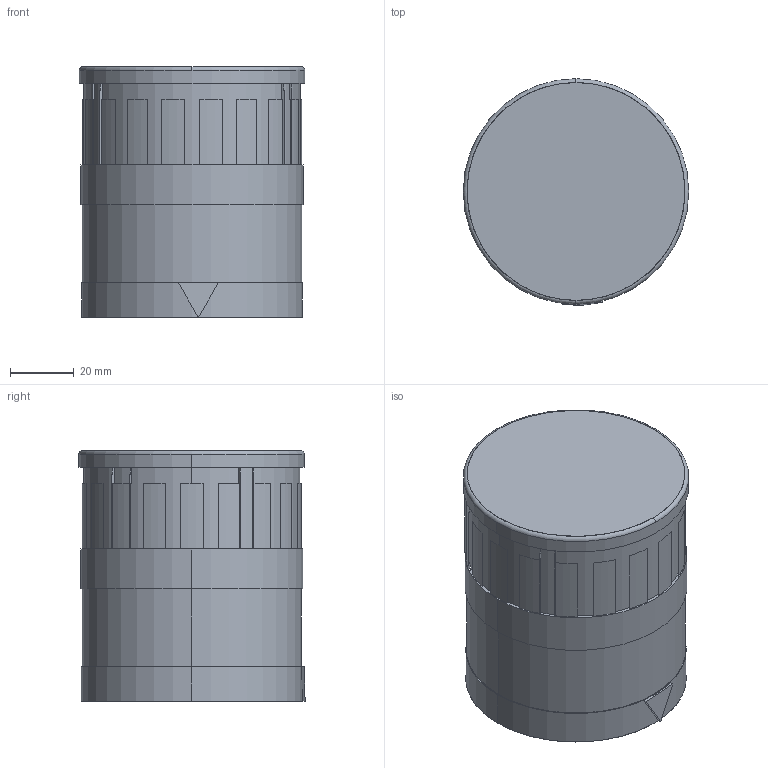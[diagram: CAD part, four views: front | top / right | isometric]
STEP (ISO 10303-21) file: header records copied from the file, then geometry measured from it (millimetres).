
FILE_DESCRIPTION((''),'2;1');
FILE_NAME('SDZ-70mm-piezo-dual SS.stp','2012-12-11T09:51:09',(''),(''),'Mechanical Desktop 2011','Mechanical Desktop 2011',', , ');
FILE_SCHEMA(('CONFIG_CONTROL_DESIGN'));
Length unit declared in the file: millimetre
Products named in the file (1): Product
Bounding box: 71 x 71.19 x 79 mm (x, y, z)
Volume: 109566.9 mm3; surface area: 47558 mm2
Topology: 2 solids, 30 shells, 56 faces, 273 edges, 269 vertices
Faces by surface type: cylinder 30, bspline 17, plane 4, cone 3, torus 2
Entity records: 3091 total; most frequent: CARTESIAN_POINT 1234, DIRECTION 294, QUASI_UNIFORM_CURVE 192, ORIENTED_EDGE 150, EDGE_CURVE 132, VERTEX_POINT 122, PCURVE 122, COMPOSITE_CURVE_SEGMENT 122
